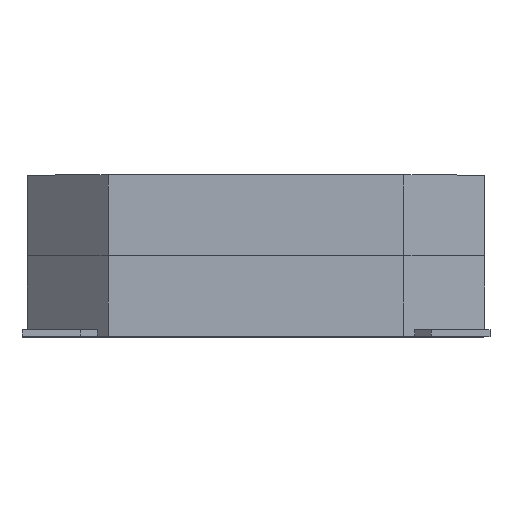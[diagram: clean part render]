
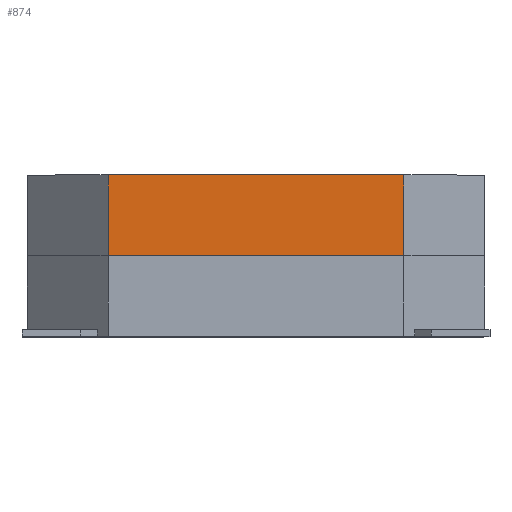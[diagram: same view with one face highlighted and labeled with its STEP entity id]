
A CAD part, top view. The second image highlights one B-rep face of the part: STEP entity #874.
In plain terms, the highlighted planar face has unit normal (0, 0, 1).
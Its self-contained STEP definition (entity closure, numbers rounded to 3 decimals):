
#7 = CARTESIAN_POINT ( 'NONE',  ( 2.75, 3., 4.25 ) ) ;
#62 = AXIS2_PLACEMENT_3D ( 'NONE', #3315, #1423, #3968 ) ;
#170 = ORIENTED_EDGE ( 'NONE', *, *, #2516, .F. ) ;
#184 = PLANE ( 'NONE',  #62 ) ;
#223 = VERTEX_POINT ( 'NONE', #380 ) ;
#380 = CARTESIAN_POINT ( 'NONE',  ( 2.75, 1.5, 4.25 ) ) ;
#527 = VECTOR ( 'NONE', #2510, 1000. ) ;
#653 = VECTOR ( 'NONE', #2424, 1000. ) ;
#656 = VECTOR ( 'NONE', #3078, 1000. ) ;
#788 = VERTEX_POINT ( 'NONE', #1932 ) ;
#874 = ADVANCED_FACE ( 'NONE', ( #2676 ), #184, .F. ) ;
#919 = LINE ( 'NONE', #7, #656 ) ;
#927 = CARTESIAN_POINT ( 'NONE',  ( -2.75, 3., 4.25 ) ) ;
#1423 = DIRECTION ( 'NONE',  ( 0., 0., -1. ) ) ;
#1753 = ORIENTED_EDGE ( 'NONE', *, *, #2662, .F. ) ;
#1791 = ORIENTED_EDGE ( 'NONE', *, *, #1901, .T. ) ;
#1898 = LINE ( 'NONE', #3137, #527 ) ;
#1901 = EDGE_CURVE ( 'NONE', #788, #223, #2999, .T. ) ;
#1932 = CARTESIAN_POINT ( 'NONE',  ( -2.75, 1.5, 4.25 ) ) ;
#1970 = EDGE_LOOP ( 'NONE', ( #1791, #170, #1753, #2492 ) ) ;
#2234 = LINE ( 'NONE', #3818, #3173 ) ;
#2424 = DIRECTION ( 'NONE',  ( 1., 0., 0. ) ) ;
#2492 = ORIENTED_EDGE ( 'NONE', *, *, #3027, .T. ) ;
#2510 = DIRECTION ( 'NONE',  ( 1., 0., 0. ) ) ;
#2516 = EDGE_CURVE ( 'NONE', #3320, #223, #919, .T. ) ;
#2662 = EDGE_CURVE ( 'NONE', #2940, #3320, #1898, .T. ) ;
#2676 = FACE_OUTER_BOUND ( 'NONE', #1970, .T. ) ;
#2940 = VERTEX_POINT ( 'NONE', #927 ) ;
#2999 = LINE ( 'NONE', #3016, #653 ) ;
#3016 = CARTESIAN_POINT ( 'NONE',  ( -2.75, 1.5, 4.25 ) ) ;
#3027 = EDGE_CURVE ( 'NONE', #2940, #788, #2234, .T. ) ;
#3078 = DIRECTION ( 'NONE',  ( 0., -1., 0. ) ) ;
#3137 = CARTESIAN_POINT ( 'NONE',  ( -2.75, 3., 4.25 ) ) ;
#3173 = VECTOR ( 'NONE', #3774, 1000. ) ;
#3315 = CARTESIAN_POINT ( 'NONE',  ( -2.75, 3., 4.25 ) ) ;
#3320 = VERTEX_POINT ( 'NONE', #3410 ) ;
#3410 = CARTESIAN_POINT ( 'NONE',  ( 2.75, 3., 4.25 ) ) ;
#3774 = DIRECTION ( 'NONE',  ( 0., -1., 0. ) ) ;
#3818 = CARTESIAN_POINT ( 'NONE',  ( -2.75, 3., 4.25 ) ) ;
#3968 = DIRECTION ( 'NONE',  ( -1., 0., 0. ) ) ;
